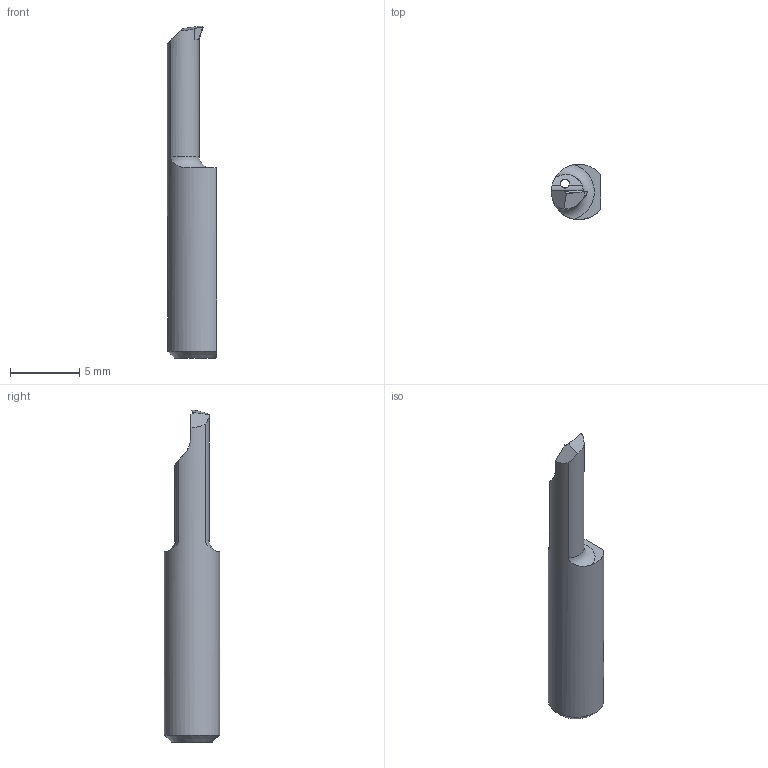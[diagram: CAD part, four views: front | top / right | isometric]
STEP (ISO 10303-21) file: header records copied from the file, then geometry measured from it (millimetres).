
FILE_DESCRIPTION (( 'STEP AP203' ), '1' );
FILE_NAME ('RP50.3-10.step', '2024-06-27T07:02:44', ( '' ), ( '' ), 'SwSTEP 2.0', 'SolidWorks 2022', '' );
FILE_SCHEMA (( 'CONFIG_CONTROL_DESIGN' ));
Length unit declared in the file: millimetre
Products named in the file (1): RP50.3-10
Bounding box: 3.55 x 4 x 24 mm (x, y, z)
Volume: 194.5 mm3; surface area: 300.8 mm2
Topology: 1 solids, 1 shells, 21 faces, 62 edges, 41 vertices
Faces by surface type: plane 11, cylinder 6, torus 3, cone 1
Full cylindrical faces by diameter (mm): 0.65 x1
Entity records: 816 total; most frequent: CARTESIAN_POINT 245, ORIENTED_EDGE 116, DIRECTION 87, EDGE_CURVE 58, VERTEX_POINT 39, AXIS2_PLACEMENT_3D 33, EDGE_LOOP 23, FACE_OUTER_BOUND 22
